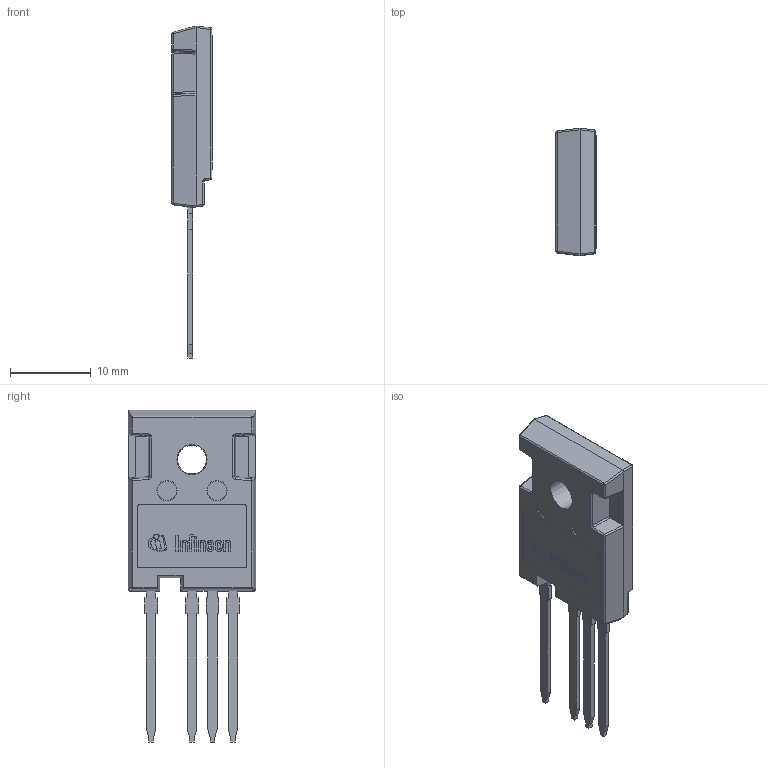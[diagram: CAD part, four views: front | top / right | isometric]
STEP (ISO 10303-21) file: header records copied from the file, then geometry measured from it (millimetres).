
FILE_DESCRIPTION(/* description */ (''),/* implementation_level */ '2;1');
FILE_NAME(/* name */ 'PG-TO247-4-14_Z8B00236667_V01_3D.stp',/* time_stamp */ '2022-11-07T18:18:26+06:00',/* author */ ('Subramani'),/* organization */ (''),/* preprocessor_version */ 'ST-DEVELOPER v16.13',/* originating_system */ 'AutoCAD Mechanical',/* authorisation */ '');
FILE_SCHEMA (('AUTOMOTIVE_DESIGN { 1 0 10303 214 3 1 1 }'));
Length unit declared in the file: millimetre
Products named in the file (1): Product
Bounding box: 5 x 15.8 x 41.2 mm (x, y, z)
Volume: 1556.6 mm3; surface area: 2030.3 mm2
Topology: 18 solids, 18 shells, 324 faces, 798 edges, 511 vertices
Faces by surface type: plane 231, cylinder 53, bspline 24, sphere 13, torus 2, cone 1
Full cylindrical faces by diameter (mm): 0.317 x1, 0.638 x1, 2.5 x2, 7.4 x2
Entity records: 9788 total; most frequent: CARTESIAN_POINT 2219, ORIENTED_EDGE 1578, DIRECTION 1469, EDGE_CURVE 789, LINE 635, VECTOR 635, VERTEX_POINT 511, AXIS2_PLACEMENT_3D 417
